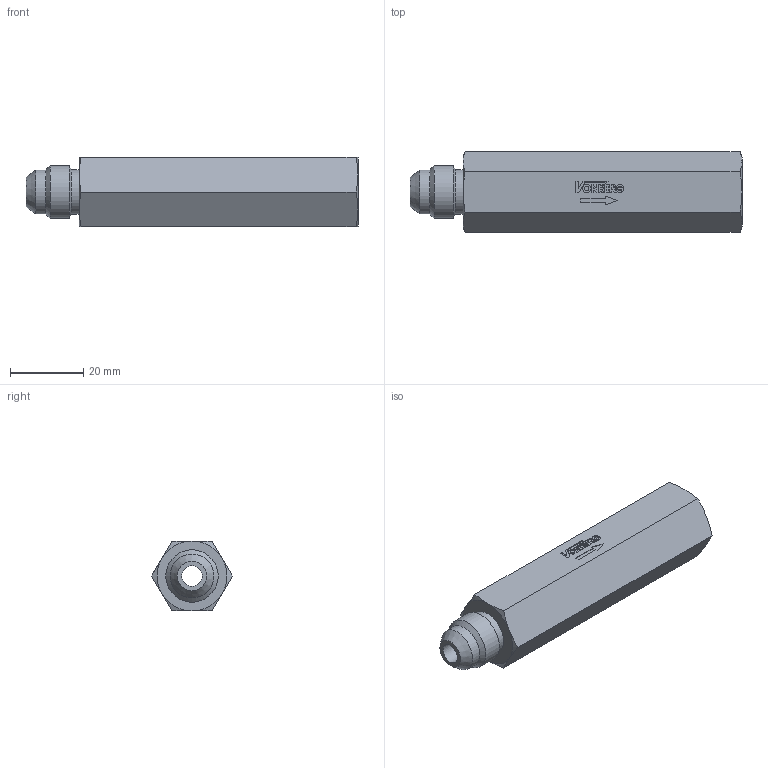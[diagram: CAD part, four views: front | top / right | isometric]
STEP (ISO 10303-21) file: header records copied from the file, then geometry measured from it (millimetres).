
FILE_DESCRIPTION((''),'2;1');
FILE_NAME('40300-606.stp','2015-01-08T16:11:19',('jml'),(''),'Autodesk Inventor 2010','Autodesk Inventor 2010','');
FILE_SCHEMA(('AUTOMOTIVE_DESIGN { 1 0 10303 214 1 1 1 1 }'));
Length unit declared in the file: inch
Products named in the file (1): 220673
Bounding box: 90.42 x 22 x 19.05 mm (x, y, z)
Volume: 21649.8 mm3; surface area: 8035.3 mm2
Topology: 1 solids, 1 shells, 132 faces, 326 edges, 211 vertices
Faces by surface type: plane 93, cylinder 18, cone 17, bspline 3, torus 1
Full cylindrical faces by diameter (mm): 1.218 x1, 11.963 x1, 12.167 x1, 14.275 x1
Entity records: 3920 total; most frequent: CARTESIAN_POINT 752, ORIENTED_EDGE 622, DIRECTION 604, EDGE_CURVE 311, VECTOR 230, LINE 230, VERTEX_POINT 209, AXIS2_PLACEMENT_3D 187
